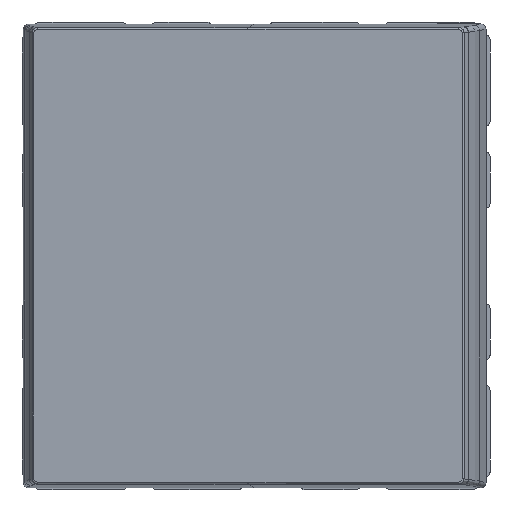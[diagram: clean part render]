
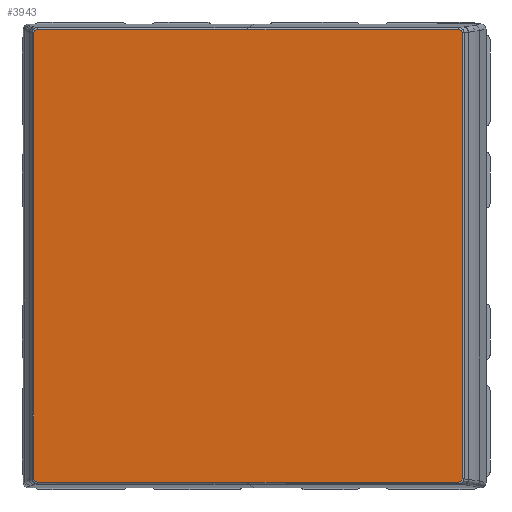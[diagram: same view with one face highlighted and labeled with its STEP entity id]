
A CAD part, top view. The second image highlights one B-rep face of the part: STEP entity #3943.
In plain terms, the highlighted face is planar.
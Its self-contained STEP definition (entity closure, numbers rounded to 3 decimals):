
#3853=AXIS2_PLACEMENT_3D('Plane Axis2P3D',#3850,#3851,#3852) ;
#3348=CARTESIAN_POINT('Vertex',(21.484,20.702,11.5)) ;
#3355=CARTESIAN_POINT('Vertex',(-21.484,20.702,11.5)) ;
#3358=CARTESIAN_POINT('Line Origine',(0.,20.702,11.5)) ;
#3728=CARTESIAN_POINT('Vertex',(21.779,20.382,11.5)) ;
#3732=CARTESIAN_POINT('Control Point',(21.779,20.382,11.5)) ;
#3733=CARTESIAN_POINT('Control Point',(21.779,20.501,11.5)) ;
#3734=CARTESIAN_POINT('Control Point',(21.729,20.623,11.5)) ;
#3735=CARTESIAN_POINT('Control Point',(21.607,20.702,11.5)) ;
#3736=CARTESIAN_POINT('Control Point',(21.484,20.702,11.5)) ;
#3807=CARTESIAN_POINT('Vertex',(-21.779,20.382,11.5)) ;
#3811=CARTESIAN_POINT('Control Point',(-21.779,20.382,11.5)) ;
#3812=CARTESIAN_POINT('Control Point',(-21.779,20.384,11.5)) ;
#3813=CARTESIAN_POINT('Control Point',(-21.779,20.386,11.5)) ;
#3814=CARTESIAN_POINT('Control Point',(-21.779,20.387,11.5)) ;
#3815=CARTESIAN_POINT('Control Point',(-21.778,20.396,11.5)) ;
#3816=CARTESIAN_POINT('Control Point',(-21.778,20.405,11.5)) ;
#3817=CARTESIAN_POINT('Control Point',(-21.778,20.412,11.5)) ;
#3818=CARTESIAN_POINT('Control Point',(-21.776,20.426,11.5)) ;
#3819=CARTESIAN_POINT('Control Point',(-21.774,20.44,11.5)) ;
#3820=CARTESIAN_POINT('Control Point',(-21.773,20.447,11.5)) ;
#3821=CARTESIAN_POINT('Control Point',(-21.769,20.468,11.5)) ;
#3822=CARTESIAN_POINT('Control Point',(-21.763,20.488,11.5)) ;
#3823=CARTESIAN_POINT('Control Point',(-21.758,20.501,11.5)) ;
#3824=CARTESIAN_POINT('Control Point',(-21.748,20.527,11.5)) ;
#3825=CARTESIAN_POINT('Control Point',(-21.735,20.551,11.5)) ;
#3826=CARTESIAN_POINT('Control Point',(-21.728,20.563,11.5)) ;
#3827=CARTESIAN_POINT('Control Point',(-21.713,20.585,11.5)) ;
#3828=CARTESIAN_POINT('Control Point',(-21.696,20.606,11.5)) ;
#3829=CARTESIAN_POINT('Control Point',(-21.686,20.616,11.5)) ;
#3830=CARTESIAN_POINT('Control Point',(-21.667,20.635,11.5)) ;
#3831=CARTESIAN_POINT('Control Point',(-21.646,20.651,11.5)) ;
#3832=CARTESIAN_POINT('Control Point',(-21.634,20.658,11.5)) ;
#3833=CARTESIAN_POINT('Control Point',(-21.612,20.672,11.5)) ;
#3834=CARTESIAN_POINT('Control Point',(-21.587,20.682,11.5)) ;
#3835=CARTESIAN_POINT('Control Point',(-21.575,20.687,11.5)) ;
#3836=CARTESIAN_POINT('Control Point',(-21.55,20.695,11.5)) ;
#3837=CARTESIAN_POINT('Control Point',(-21.524,20.699,11.5)) ;
#3838=CARTESIAN_POINT('Control Point',(-21.511,20.701,11.5)) ;
#3839=CARTESIAN_POINT('Control Point',(-21.498,20.702,11.5)) ;
#3840=CARTESIAN_POINT('Control Point',(-21.484,20.702,11.5)) ;
#3850=CARTESIAN_POINT('Axis2P3D Location',(-22.393,-20.834,11.5)) ;
#3855=CARTESIAN_POINT('Line Origine',(-21.779,-10.191,11.5)) ;
#3859=CARTESIAN_POINT('Vertex',(-21.779,0.,11.5)) ;
#3861=CARTESIAN_POINT('Vertex',(-21.779,-20.382,11.5)) ;
#3865=CARTESIAN_POINT('Control Point',(-21.779,-20.382,11.5)) ;
#3866=CARTESIAN_POINT('Control Point',(-21.779,-20.501,11.5)) ;
#3867=CARTESIAN_POINT('Control Point',(-21.729,-20.623,11.5)) ;
#3868=CARTESIAN_POINT('Control Point',(-21.607,-20.702,11.5)) ;
#3869=CARTESIAN_POINT('Control Point',(-21.484,-20.702,11.5)) ;
#3870=CARTESIAN_POINT('Vertex',(-21.484,-20.702,11.5)) ;
#3873=CARTESIAN_POINT('Line Origine',(0.,-20.702,11.5)) ;
#3877=CARTESIAN_POINT('Vertex',(21.484,-20.702,11.5)) ;
#3881=CARTESIAN_POINT('Control Point',(21.779,-20.382,11.5)) ;
#3882=CARTESIAN_POINT('Control Point',(21.779,-20.384,11.5)) ;
#3883=CARTESIAN_POINT('Control Point',(21.779,-20.386,11.5)) ;
#3884=CARTESIAN_POINT('Control Point',(21.779,-20.387,11.5)) ;
#3885=CARTESIAN_POINT('Control Point',(21.778,-20.396,11.5)) ;
#3886=CARTESIAN_POINT('Control Point',(21.778,-20.405,11.5)) ;
#3887=CARTESIAN_POINT('Control Point',(21.778,-20.412,11.5)) ;
#3888=CARTESIAN_POINT('Control Point',(21.776,-20.426,11.5)) ;
#3889=CARTESIAN_POINT('Control Point',(21.774,-20.44,11.5)) ;
#3890=CARTESIAN_POINT('Control Point',(21.773,-20.447,11.5)) ;
#3891=CARTESIAN_POINT('Control Point',(21.769,-20.468,11.5)) ;
#3892=CARTESIAN_POINT('Control Point',(21.763,-20.488,11.5)) ;
#3893=CARTESIAN_POINT('Control Point',(21.758,-20.501,11.5)) ;
#3894=CARTESIAN_POINT('Control Point',(21.748,-20.527,11.5)) ;
#3895=CARTESIAN_POINT('Control Point',(21.735,-20.551,11.5)) ;
#3896=CARTESIAN_POINT('Control Point',(21.728,-20.563,11.5)) ;
#3897=CARTESIAN_POINT('Control Point',(21.713,-20.585,11.5)) ;
#3898=CARTESIAN_POINT('Control Point',(21.696,-20.606,11.5)) ;
#3899=CARTESIAN_POINT('Control Point',(21.686,-20.616,11.5)) ;
#3900=CARTESIAN_POINT('Control Point',(21.667,-20.635,11.5)) ;
#3901=CARTESIAN_POINT('Control Point',(21.646,-20.651,11.5)) ;
#3902=CARTESIAN_POINT('Control Point',(21.634,-20.658,11.5)) ;
#3903=CARTESIAN_POINT('Control Point',(21.612,-20.672,11.5)) ;
#3904=CARTESIAN_POINT('Control Point',(21.587,-20.682,11.5)) ;
#3905=CARTESIAN_POINT('Control Point',(21.575,-20.687,11.5)) ;
#3906=CARTESIAN_POINT('Control Point',(21.55,-20.695,11.5)) ;
#3907=CARTESIAN_POINT('Control Point',(21.524,-20.699,11.5)) ;
#3908=CARTESIAN_POINT('Control Point',(21.511,-20.701,11.5)) ;
#3909=CARTESIAN_POINT('Control Point',(21.498,-20.702,11.5)) ;
#3910=CARTESIAN_POINT('Control Point',(21.484,-20.702,11.5)) ;
#3911=CARTESIAN_POINT('Vertex',(21.779,-20.382,11.5)) ;
#3914=CARTESIAN_POINT('Line Origine',(21.779,-10.191,11.5)) ;
#3918=CARTESIAN_POINT('Vertex',(21.779,0.,11.5)) ;
#3921=CARTESIAN_POINT('Line Origine',(21.779,10.191,11.5)) ;
#3926=CARTESIAN_POINT('Line Origine',(-21.779,10.191,11.5)) ;
#3359=DIRECTION('Vector Direction',(1.,0.,0.)) ;
#3851=DIRECTION('Axis2P3D Direction',(0.,0.,1.)) ;
#3852=DIRECTION('Axis2P3D XDirection',(1.,0.,0.)) ;
#3856=DIRECTION('Vector Direction',(0.,-1.,0.)) ;
#3874=DIRECTION('Vector Direction',(1.,0.,0.)) ;
#3915=DIRECTION('Vector Direction',(0.,-1.,0.)) ;
#3922=DIRECTION('Vector Direction',(0.,-1.,0.)) ;
#3927=DIRECTION('Vector Direction',(0.,-1.,0.)) ;
#3360=VECTOR('Line Direction',#3359,1.) ;
#3857=VECTOR('Line Direction',#3856,1.) ;
#3875=VECTOR('Line Direction',#3874,1.) ;
#3916=VECTOR('Line Direction',#3915,1.) ;
#3923=VECTOR('Line Direction',#3922,1.) ;
#3928=VECTOR('Line Direction',#3927,1.) ;
#3932=ORIENTED_EDGE('',*,*,#3863,.T.) ;
#3933=ORIENTED_EDGE('',*,*,#3872,.T.) ;
#3934=ORIENTED_EDGE('',*,*,#3879,.T.) ;
#3935=ORIENTED_EDGE('',*,*,#3913,.T.) ;
#3936=ORIENTED_EDGE('',*,*,#3920,.T.) ;
#3937=ORIENTED_EDGE('',*,*,#3925,.T.) ;
#3938=ORIENTED_EDGE('',*,*,#3737,.T.) ;
#3939=ORIENTED_EDGE('',*,*,#3362,.T.) ;
#3940=ORIENTED_EDGE('',*,*,#3841,.T.) ;
#3941=ORIENTED_EDGE('',*,*,#3930,.T.) ;
#3943=ADVANCED_FACE('Surmoulage-ABS-',(#3942),#3854,.T.) ;
#3731=B_SPLINE_CURVE_WITH_KNOTS('',4,(#3732,#3733,#3734,#3735,#3736),.UNSPECIFIED.,.F.,.U.,(5,5),(0.154,0.872),.UNSPECIFIED.) ;
#3810=B_SPLINE_CURVE_WITH_KNOTS('',5,(#3811,#3812,#3813,#3814,#3815,#3816,#3817,#3818,#3819,#3820,#3821,#3822,#3823,#3824,#3825,#3826,#3827,#3828,#3829,#3830,#3831,#3832,#3833,#3834,#3835,#3836,#3837,#3838,#3839,#3840),.UNSPECIFIED.,.F.,.U.,(6,3,3,3,3,3,3,3,3,6),(0.154,0.167,0.221,0.274,0.379,0.481,0.581,0.679,0.776,0.872),.UNSPECIFIED.) ;
#3864=B_SPLINE_CURVE_WITH_KNOTS('',4,(#3865,#3866,#3867,#3868,#3869),.UNSPECIFIED.,.F.,.U.,(5,5),(0.154,0.872),.UNSPECIFIED.) ;
#3880=B_SPLINE_CURVE_WITH_KNOTS('',5,(#3881,#3882,#3883,#3884,#3885,#3886,#3887,#3888,#3889,#3890,#3891,#3892,#3893,#3894,#3895,#3896,#3897,#3898,#3899,#3900,#3901,#3902,#3903,#3904,#3905,#3906,#3907,#3908,#3909,#3910),.UNSPECIFIED.,.F.,.U.,(6,3,3,3,3,3,3,3,3,6),(0.154,0.167,0.221,0.274,0.379,0.481,0.581,0.679,0.776,0.872),.UNSPECIFIED.) ;
#3362=EDGE_CURVE('',#3349,#3356,#3361,.F.) ;
#3737=EDGE_CURVE('',#3729,#3349,#3731,.T.) ;
#3841=EDGE_CURVE('',#3356,#3808,#3810,.F.) ;
#3863=EDGE_CURVE('',#3860,#3862,#3858,.T.) ;
#3872=EDGE_CURVE('',#3862,#3871,#3864,.T.) ;
#3879=EDGE_CURVE('',#3871,#3878,#3876,.T.) ;
#3913=EDGE_CURVE('',#3878,#3912,#3880,.F.) ;
#3920=EDGE_CURVE('',#3912,#3919,#3917,.F.) ;
#3925=EDGE_CURVE('',#3919,#3729,#3924,.F.) ;
#3930=EDGE_CURVE('',#3808,#3860,#3929,.T.) ;
#3931=EDGE_LOOP('',(#3932,#3933,#3934,#3935,#3936,#3937,#3938,#3939,#3940,#3941)) ;
#3942=FACE_OUTER_BOUND('',#3931,.T.) ;
#3361=LINE('Line',#3358,#3360) ;
#3858=LINE('Line',#3855,#3857) ;
#3876=LINE('Line',#3873,#3875) ;
#3917=LINE('Line',#3914,#3916) ;
#3924=LINE('Line',#3921,#3923) ;
#3929=LINE('Line',#3926,#3928) ;
#3854=PLANE('',#3853) ;
#3349=VERTEX_POINT('',#3348) ;
#3356=VERTEX_POINT('',#3355) ;
#3729=VERTEX_POINT('',#3728) ;
#3808=VERTEX_POINT('',#3807) ;
#3860=VERTEX_POINT('',#3859) ;
#3862=VERTEX_POINT('',#3861) ;
#3871=VERTEX_POINT('',#3870) ;
#3878=VERTEX_POINT('',#3877) ;
#3912=VERTEX_POINT('',#3911) ;
#3919=VERTEX_POINT('',#3918) ;
